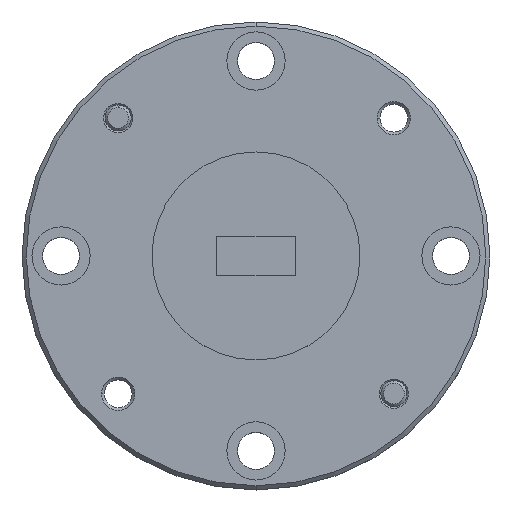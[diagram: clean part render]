
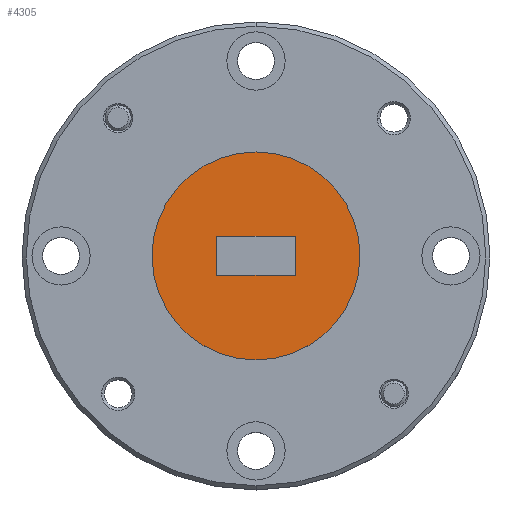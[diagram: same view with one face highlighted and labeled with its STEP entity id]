
A CAD part, top view. The second image highlights one B-rep face of the part: STEP entity #4305.
In plain terms, the highlighted planar face has unit normal (0, 0, 1).
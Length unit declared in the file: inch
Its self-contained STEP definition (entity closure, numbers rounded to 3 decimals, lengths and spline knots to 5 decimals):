
#14 = EDGE_LOOP ( 'NONE', ( #4319, #3764, #2547, #3521 ) ) ;
#67 = CARTESIAN_POINT ( 'NONE',  ( 0., 0.25, 0.16 ) ) ;
#187 = EDGE_CURVE ( 'NONE', #2022, #1812, #4537, .T. ) ;
#196 = AXIS2_PLACEMENT_3D ( 'NONE', #646, #268, #592 ) ;
#268 = DIRECTION ( 'NONE',  ( 0., 0., 1. ) ) ;
#278 = CARTESIAN_POINT ( 'NONE',  ( -0.094, 0.047, 0.16 ) ) ;
#291 = CARTESIAN_POINT ( 'NONE',  ( -0.094, 0.047, 0.16 ) ) ;
#454 = CIRCLE ( 'NONE', #3042, 0.25 ) ;
#524 = CARTESIAN_POINT ( 'NONE',  ( -0.094, -0.047, 0.16 ) ) ;
#592 = DIRECTION ( 'NONE',  ( 0., -1., 0. ) ) ;
#601 = CARTESIAN_POINT ( 'NONE',  ( -0.094, 0.047, 0.16 ) ) ;
#645 = VECTOR ( 'NONE', #1500, 39.37008 ) ;
#646 = CARTESIAN_POINT ( 'NONE',  ( 0., 0., 0.16 ) ) ;
#777 = EDGE_CURVE ( 'NONE', #1812, #2022, #454, .T. ) ;
#1172 = VERTEX_POINT ( 'NONE', #3633 ) ;
#1421 = EDGE_CURVE ( 'NONE', #3011, #2188, #4306, .T. ) ;
#1483 = PLANE ( 'NONE',  #4312 ) ;
#1500 = DIRECTION ( 'NONE',  ( 0., 1., 0. ) ) ;
#1624 = DIRECTION ( 'NONE',  ( 0., 0., 1. ) ) ;
#1757 = ORIENTED_EDGE ( 'NONE', *, *, #777, .T. ) ;
#1812 = VERTEX_POINT ( 'NONE', #2938 ) ;
#1880 = DIRECTION ( 'NONE',  ( 0., -1., 0. ) ) ;
#1992 = VECTOR ( 'NONE', #2890, 39.37008 ) ;
#2022 = VERTEX_POINT ( 'NONE', #67 ) ;
#2152 = VERTEX_POINT ( 'NONE', #2757 ) ;
#2188 = VERTEX_POINT ( 'NONE', #601 ) ;
#2255 = DIRECTION ( 'NONE',  ( -1., 0., 0. ) ) ;
#2267 = LINE ( 'NONE', #291, #3908 ) ;
#2546 = VECTOR ( 'NONE', #2255, 39.37008 ) ;
#2547 = ORIENTED_EDGE ( 'NONE', *, *, #4179, .F. ) ;
#2713 = DIRECTION ( 'NONE',  ( 0., 0., -1. ) ) ;
#2757 = CARTESIAN_POINT ( 'NONE',  ( -0.094, -0.047, 0.16 ) ) ;
#2779 = EDGE_CURVE ( 'NONE', #2188, #2152, #2267, .T. ) ;
#2890 = DIRECTION ( 'NONE',  ( 1., 0., 0. ) ) ;
#2938 = CARTESIAN_POINT ( 'NONE',  ( 0., -0.25, 0.16 ) ) ;
#3011 = VERTEX_POINT ( 'NONE', #4520 ) ;
#3042 = AXIS2_PLACEMENT_3D ( 'NONE', #3598, #1624, #3195 ) ;
#3081 = CARTESIAN_POINT ( 'NONE',  ( 0., 0.25, 0.16 ) ) ;
#3195 = DIRECTION ( 'NONE',  ( 0., -1., 0. ) ) ;
#3508 = DIRECTION ( 'NONE',  ( 0., 1., 0. ) ) ;
#3521 = ORIENTED_EDGE ( 'NONE', *, *, #2779, .F. ) ;
#3598 = CARTESIAN_POINT ( 'NONE',  ( 0., 0., 0.16 ) ) ;
#3633 = CARTESIAN_POINT ( 'NONE',  ( 0.094, -0.047, 0.16 ) ) ;
#3764 = ORIENTED_EDGE ( 'NONE', *, *, #4690, .F. ) ;
#3908 = VECTOR ( 'NONE', #1880, 39.37008 ) ;
#4179 = EDGE_CURVE ( 'NONE', #2152, #1172, #5030, .T. ) ;
#4204 = EDGE_LOOP ( 'NONE', ( #1757, #4607 ) ) ;
#4290 = FACE_OUTER_BOUND ( 'NONE', #4204, .T. ) ;
#4305 = ADVANCED_FACE ( 'NONE', ( #5080, #4290 ), #1483, .F. ) ;
#4306 = LINE ( 'NONE', #278, #2546 ) ;
#4312 = AXIS2_PLACEMENT_3D ( 'NONE', #3081, #2713, #3508 ) ;
#4319 = ORIENTED_EDGE ( 'NONE', *, *, #1421, .F. ) ;
#4520 = CARTESIAN_POINT ( 'NONE',  ( 0.094, 0.047, 0.16 ) ) ;
#4537 = CIRCLE ( 'NONE', #196, 0.25 ) ;
#4607 = ORIENTED_EDGE ( 'NONE', *, *, #187, .T. ) ;
#4654 = LINE ( 'NONE', #5101, #645 ) ;
#4690 = EDGE_CURVE ( 'NONE', #1172, #3011, #4654, .T. ) ;
#5030 = LINE ( 'NONE', #524, #1992 ) ;
#5080 = FACE_BOUND ( 'NONE', #14, .T. ) ;
#5101 = CARTESIAN_POINT ( 'NONE',  ( 0.094, 0.047, 0.16 ) ) ;
